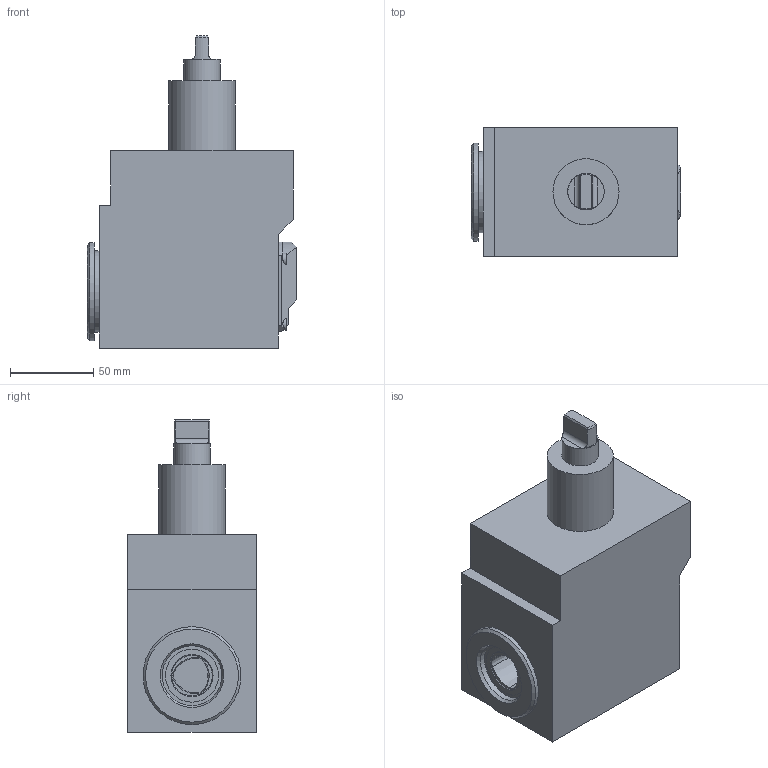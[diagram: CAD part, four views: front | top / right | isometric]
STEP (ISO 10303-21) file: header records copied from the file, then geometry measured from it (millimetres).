
FILE_DESCRIPTION(/* description */ (''),/* implementation_level */ '2;1');
FILE_NAME(/* name */ '1534145439772.stp',/* time_stamp */ '2018-08-13T09:30:47+02:00',/* author */ (''),/* organization */ ('SMS'),/* preprocessor_version */ 'ST-DEVELOPER v15',/* originating_system */ 'SIEMENS PLM Software NX 8.5',/* authorisation */ '');
FILE_SCHEMA (('AUTOMOTIVE_DESIGN { 1 0 10303 214 3 1 1 1 }'));
Length unit declared in the file: millimetre
Products named in the file (1): 201820438mod000_00
Bounding box: 126 x 77.4 x 188 mm (x, y, z)
Volume: 1092514.5 mm3; surface area: 74829.3 mm2
Topology: 1 solids, 1 shells, 77 faces, 189 edges, 124 vertices
Faces by surface type: plane 44, cylinder 21, cone 12
Full cylindrical faces by diameter (mm): 2 x1, 22 x1, 32 x1, 36 x1, 39.8 x1, 49 x1, 59 x1
Entity records: 2378 total; most frequent: CARTESIAN_POINT 520, DIRECTION 394, ORIENTED_EDGE 352, EDGE_CURVE 176, AXIS2_PLACEMENT_3D 150, VERTEX_POINT 122, EDGE_LOOP 98, LINE 94
